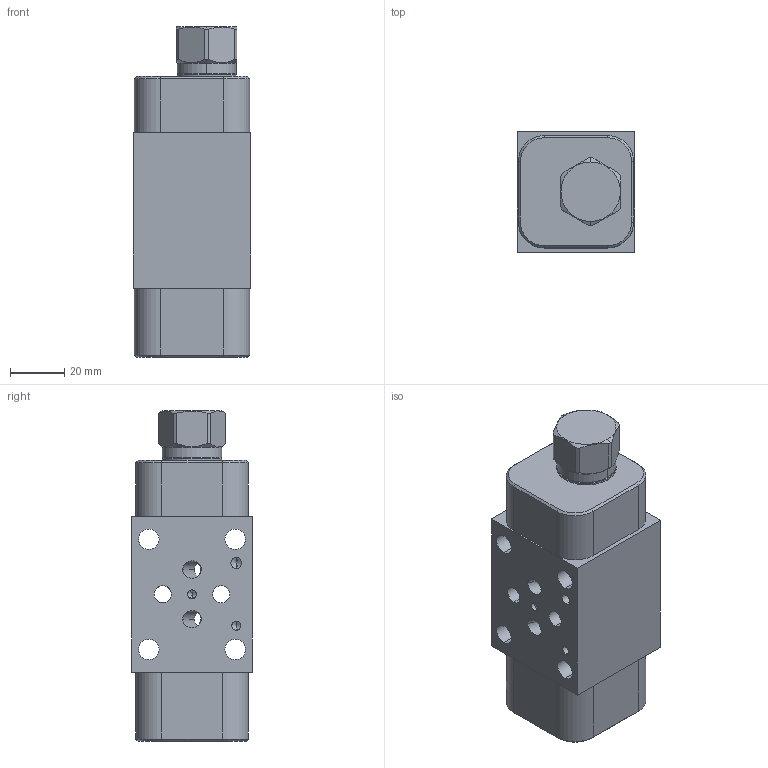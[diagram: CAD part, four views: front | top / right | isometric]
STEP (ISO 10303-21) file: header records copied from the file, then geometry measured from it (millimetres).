
FILE_DESCRIPTION((''),'2;1');
FILE_NAME('FB2_ASM','2019-08-14T',('ProEService'),(''),'PRO/ENGINEER BY PARAMETRIC TECHNOLOGY CORPORATION, 2014200','PRO/ENGINEER BY PARAMETRIC TECHNOLOGY CORPORATION, 2014200','');
FILE_SCHEMA(('CONFIG_CONTROL_DESIGN'));
Length unit declared in the file: inch
Products named in the file (6): 150-288; CXCDXAN; 500-001-012; 700-002; 811-001-006; FB2_ASM
Assembly tree (5 placements, depth 2):
  FB2_ASM
    150-288
    CXCDXAN
    500-001-012
    700-002
    811-001-006
Bounding box: 43.18 x 44.45 x 121.44 mm (x, y, z)
Volume: 164146.5 mm3; surface area: 39501.2 mm2
Topology: 3 solids, 4 shells, 474 faces, 1602 edges, 1301 vertices
Faces by surface type: cylinder 206, plane 104, cone 96, torus 38, bspline 18, sphere 6, revolution 6
Entity records: 20817 total; most frequent: CARTESIAN_POINT 7299, DIRECTION 2744, ORIENTED_EDGE 2500, EDGE_CURVE 1250, AXIS2_PLACEMENT_3D 992, VERTEX_POINT 802, VECTOR 754, LINE 754
